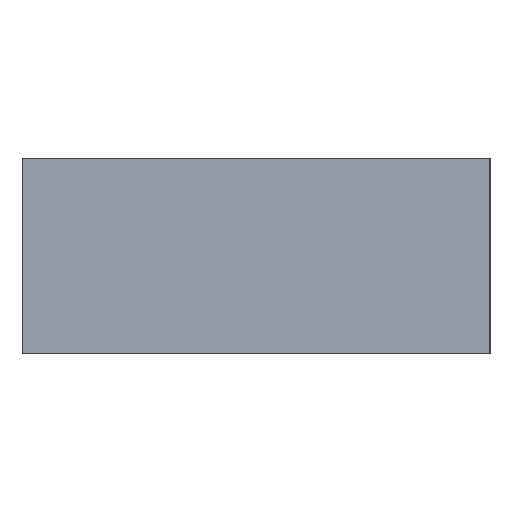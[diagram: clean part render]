
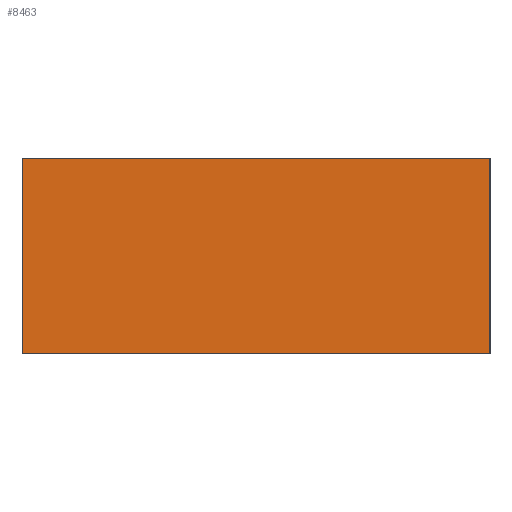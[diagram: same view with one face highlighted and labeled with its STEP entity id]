
A CAD part, left-side view. The second image highlights one B-rep face of the part: STEP entity #8463.
In plain terms, the highlighted planar face has unit normal (-1, 0, 0).
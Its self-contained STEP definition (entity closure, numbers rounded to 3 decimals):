
#1100=ORIENTED_EDGE('',*,*,#2275,.T.);
#1101=ORIENTED_EDGE('',*,*,#2276,.F.);
#1102=ORIENTED_EDGE('',*,*,#2277,.F.);
#1103=ORIENTED_EDGE('',*,*,#1985,.T.);
#1985=EDGE_CURVE('',#2641,#2640,#3164,.T.);
#2275=EDGE_CURVE('',#2640,#2889,#3247,.T.);
#2276=EDGE_CURVE('',#2890,#2889,#3248,.T.);
#2277=EDGE_CURVE('',#2641,#2890,#3249,.T.);
#2640=VERTEX_POINT('',#11449);
#2641=VERTEX_POINT('',#11451);
#2889=VERTEX_POINT('',#12293);
#2890=VERTEX_POINT('',#12295);
#3164=LINE('',#11450,#3401);
#3247=LINE('',#12292,#3484);
#3248=LINE('',#12294,#3485);
#3249=LINE('',#12296,#3486);
#3401=VECTOR('',#9559,1000.);
#3484=VECTOR('',#10394,1000.);
#3485=VECTOR('',#10395,1000.);
#3486=VECTOR('',#10396,1000.);
#3866=EDGE_LOOP('',(#1100,#1101,#1102,#1103));
#4587=FACE_BOUND('',#3866,.T.);
#5147=PLANE('',#9095);
#8463=ADVANCED_FACE('',(#4587),#5147,.F.);
#9095=AXIS2_PLACEMENT_3D('',#12291,#10392,#10393);
#9559=DIRECTION('',(0.,0.,-1.));
#10392=DIRECTION('',(1.,0.,0.));
#10393=DIRECTION('',(0.,0.,-1.));
#10394=DIRECTION('',(0.,-1.,0.));
#10395=DIRECTION('',(0.,0.,-1.));
#10396=DIRECTION('',(0.,-1.,0.));
#11449=CARTESIAN_POINT('',(-45.,32.5,0.));
#11450=CARTESIAN_POINT('',(-45.,32.5,15.));
#11451=CARTESIAN_POINT('',(-45.,32.5,27.2));
#12291=CARTESIAN_POINT('',(-45.,32.5,15.));
#12292=CARTESIAN_POINT('',(-45.,32.5,0.));
#12293=CARTESIAN_POINT('',(-45.,-32.5,0.));
#12294=CARTESIAN_POINT('',(-45.,-32.5,15.));
#12295=CARTESIAN_POINT('',(-45.,-32.5,27.2));
#12296=CARTESIAN_POINT('',(-45.,32.5,27.2));
